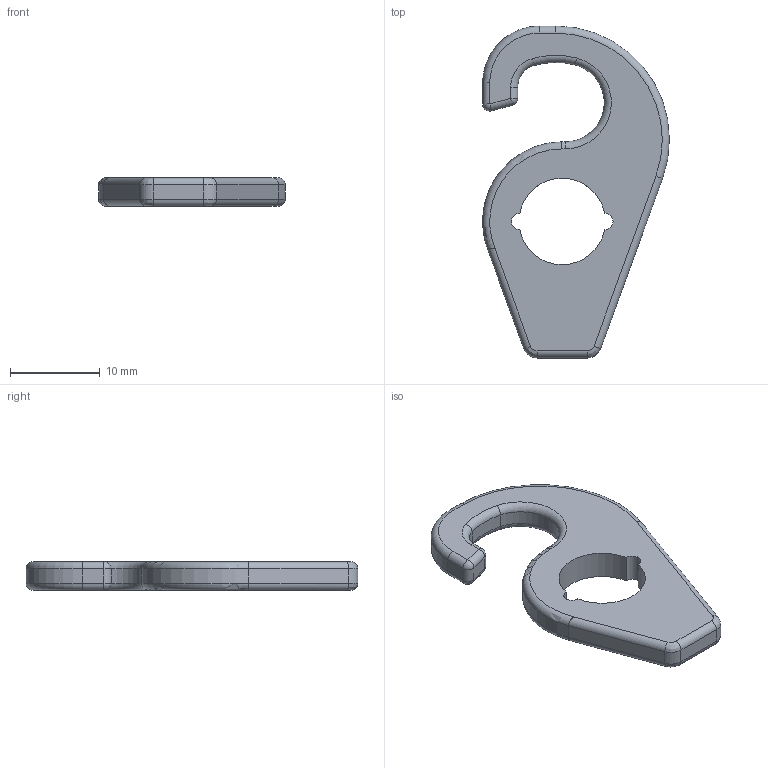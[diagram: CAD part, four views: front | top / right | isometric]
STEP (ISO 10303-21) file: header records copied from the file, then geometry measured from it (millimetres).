
FILE_DESCRIPTION(/* description */ (''),/* implementation_level */ '2;1');
FILE_NAME(/* name */ 'Gliding_Hook.stp',/* time_stamp */ '2016-05-26T20:12:26-04:00',/* author */ (''),/* organization */ (''),/* preprocessor_version */ 'ST-DEVELOPER v16',/* originating_system */ 'SIEMENS PLM Software NX 10.0',/* authorisation */ '');
FILE_SCHEMA (('AUTOMOTIVE_DESIGN { 1 0 10303 214 3 1 1 1 }'));
Length unit declared in the file: inch
Products named in the file (1): Gliding_Hook
Bounding box: 20.85 x 37.06 x 3.17 mm (x, y, z)
Volume: 1310.8 mm3; surface area: 1258.6 mm2
Topology: 1 solids, 1 shells, 66 faces, 154 edges, 86 vertices
Faces by surface type: cylinder 30, plane 16, torus 12, sphere 4, bspline 4
Entity records: 1944 total; most frequent: CARTESIAN_POINT 399, DIRECTION 354, ORIENTED_EDGE 300, EDGE_CURVE 150, AXIS2_PLACEMENT_3D 143, VERTEX_POINT 86, CIRCLE 78, EDGE_LOOP 68
